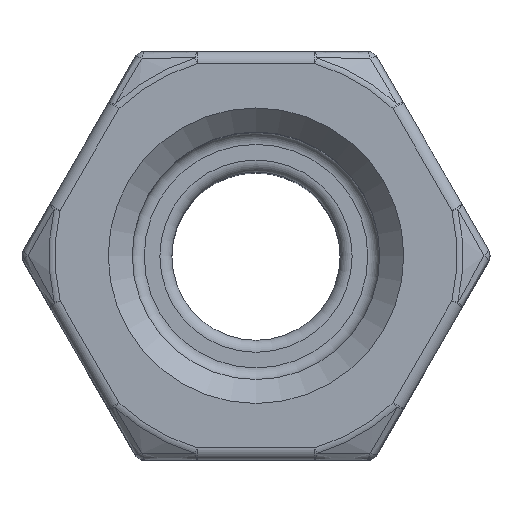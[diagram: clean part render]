
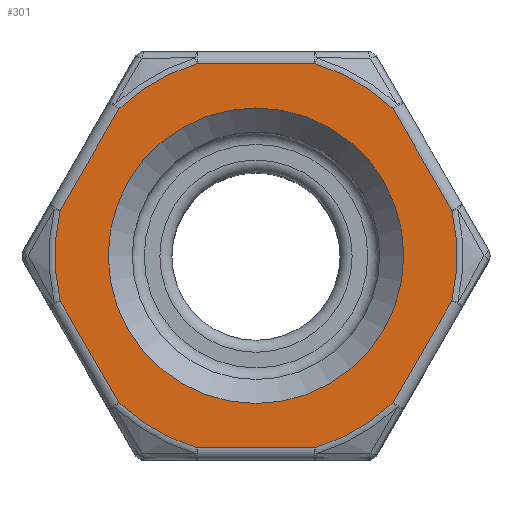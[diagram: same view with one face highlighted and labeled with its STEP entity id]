
A CAD part, top view. The second image highlights one B-rep face of the part: STEP entity #301.
In plain terms, the highlighted planar face has unit normal (0, 0, 1).
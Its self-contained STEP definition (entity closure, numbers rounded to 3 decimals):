
#301=ADVANCED_FACE('',(#504,#505),#421,.T.);
#421=PLANE('',#1617);
#436=LINE('',#2390,#472);
#437=LINE('',#2394,#473);
#438=LINE('',#2398,#474);
#439=LINE('',#2402,#475);
#440=LINE('',#2406,#476);
#441=LINE('',#2410,#477);
#472=VECTOR('',#1869,1.);
#473=VECTOR('',#1872,1.);
#474=VECTOR('',#1875,1.);
#475=VECTOR('',#1878,1.);
#476=VECTOR('',#1881,1.);
#477=VECTOR('',#1884,1.);
#504=FACE_BOUND('',#528,.T.);
#505=FACE_BOUND('',#529,.T.);
#528=EDGE_LOOP('',(#671));
#529=EDGE_LOOP('',(#672,#673,#674,#675,#676,#677,#678,#679,#680,#681,#682,
#683));
#671=ORIENTED_EDGE('',*,*,#1244,.T.);
#672=ORIENTED_EDGE('',*,*,#1245,.T.);
#673=ORIENTED_EDGE('',*,*,#1246,.T.);
#674=ORIENTED_EDGE('',*,*,#1247,.T.);
#675=ORIENTED_EDGE('',*,*,#1248,.T.);
#676=ORIENTED_EDGE('',*,*,#1249,.T.);
#677=ORIENTED_EDGE('',*,*,#1250,.T.);
#678=ORIENTED_EDGE('',*,*,#1251,.T.);
#679=ORIENTED_EDGE('',*,*,#1252,.T.);
#680=ORIENTED_EDGE('',*,*,#1253,.T.);
#681=ORIENTED_EDGE('',*,*,#1254,.T.);
#682=ORIENTED_EDGE('',*,*,#1255,.T.);
#683=ORIENTED_EDGE('',*,*,#1256,.T.);
#1125=VERTEX_POINT('',#2386);
#1126=VERTEX_POINT('',#2388);
#1127=VERTEX_POINT('',#2389);
#1128=VERTEX_POINT('',#2391);
#1129=VERTEX_POINT('',#2393);
#1130=VERTEX_POINT('',#2395);
#1131=VERTEX_POINT('',#2397);
#1132=VERTEX_POINT('',#2399);
#1133=VERTEX_POINT('',#2401);
#1134=VERTEX_POINT('',#2403);
#1135=VERTEX_POINT('',#2405);
#1136=VERTEX_POINT('',#2407);
#1137=VERTEX_POINT('',#2409);
#1244=EDGE_CURVE('',#1125,#1125,#1465,.T.);
#1245=EDGE_CURVE('',#1126,#1127,#1466,.T.);
#1246=EDGE_CURVE('',#1127,#1128,#436,.T.);
#1247=EDGE_CURVE('',#1128,#1129,#1467,.T.);
#1248=EDGE_CURVE('',#1129,#1130,#437,.T.);
#1249=EDGE_CURVE('',#1130,#1131,#1468,.T.);
#1250=EDGE_CURVE('',#1131,#1132,#438,.T.);
#1251=EDGE_CURVE('',#1132,#1133,#1469,.T.);
#1252=EDGE_CURVE('',#1133,#1134,#439,.T.);
#1253=EDGE_CURVE('',#1134,#1135,#1470,.T.);
#1254=EDGE_CURVE('',#1135,#1136,#440,.T.);
#1255=EDGE_CURVE('',#1136,#1137,#1471,.T.);
#1256=EDGE_CURVE('',#1137,#1126,#441,.T.);
#1465=CIRCLE('',#1610,6.15);
#1466=CIRCLE('',#1611,8.366);
#1467=CIRCLE('',#1612,8.366);
#1468=CIRCLE('',#1613,8.366);
#1469=CIRCLE('',#1614,8.366);
#1470=CIRCLE('',#1615,8.366);
#1471=CIRCLE('',#1616,8.366);
#1610=AXIS2_PLACEMENT_3D('',#2385,#1865,#1866);
#1611=AXIS2_PLACEMENT_3D('',#2387,#1867,#1868);
#1612=AXIS2_PLACEMENT_3D('',#2392,#1870,#1871);
#1613=AXIS2_PLACEMENT_3D('',#2396,#1873,#1874);
#1614=AXIS2_PLACEMENT_3D('',#2400,#1876,#1877);
#1615=AXIS2_PLACEMENT_3D('',#2404,#1879,#1880);
#1616=AXIS2_PLACEMENT_3D('',#2408,#1882,#1883);
#1617=AXIS2_PLACEMENT_3D('',#2411,#1885,#1886);
#1865=DIRECTION('',(0.,0.,-1.));
#1866=DIRECTION('',(1.,0.,0.));
#1867=DIRECTION('',(0.,0.,1.));
#1868=DIRECTION('',(1.,0.,0.));
#1869=DIRECTION('',(1.,0.,0.));
#1870=DIRECTION('',(0.,0.,1.));
#1871=DIRECTION('',(1.,0.,0.));
#1872=DIRECTION('',(0.5,0.866,0.));
#1873=DIRECTION('',(0.,0.,1.));
#1874=DIRECTION('',(1.,0.,0.));
#1875=DIRECTION('',(-0.5,0.866,0.));
#1876=DIRECTION('',(0.,0.,1.));
#1877=DIRECTION('',(1.,0.,0.));
#1878=DIRECTION('',(-1.,0.,0.));
#1879=DIRECTION('',(0.,0.,1.));
#1880=DIRECTION('',(1.,0.,0.));
#1881=DIRECTION('',(-0.5,-0.866,0.));
#1882=DIRECTION('',(0.,0.,1.));
#1883=DIRECTION('',(1.,0.,0.));
#1884=DIRECTION('',(0.5,-0.866,0.));
#1885=DIRECTION('',(0.,0.,1.));
#1886=DIRECTION('',(1.,0.,0.));
#2385=CARTESIAN_POINT('',(0.,0.,0.));
#2386=CARTESIAN_POINT('',(6.15,0.,0.));
#2387=CARTESIAN_POINT('',(0.,0.,0.));
#2388=CARTESIAN_POINT('',(-5.704,-6.12,0.));
#2389=CARTESIAN_POINT('',(-2.448,-8.,0.));
#2390=CARTESIAN_POINT('',(0.,-8.,0.));
#2391=CARTESIAN_POINT('',(2.448,-8.,0.));
#2392=CARTESIAN_POINT('',(0.,0.,0.));
#2393=CARTESIAN_POINT('',(5.704,-6.12,0.));
#2394=CARTESIAN_POINT('',(6.928,-4.,0.));
#2395=CARTESIAN_POINT('',(8.152,-1.88,0.));
#2396=CARTESIAN_POINT('',(0.,0.,0.));
#2397=CARTESIAN_POINT('',(8.152,1.88,0.));
#2398=CARTESIAN_POINT('',(6.928,4.,0.));
#2399=CARTESIAN_POINT('',(5.704,6.12,0.));
#2400=CARTESIAN_POINT('',(0.,0.,0.));
#2401=CARTESIAN_POINT('',(2.448,8.,0.));
#2402=CARTESIAN_POINT('',(0.,8.,0.));
#2403=CARTESIAN_POINT('',(-2.448,8.,0.));
#2404=CARTESIAN_POINT('',(0.,0.,0.));
#2405=CARTESIAN_POINT('',(-5.704,6.12,0.));
#2406=CARTESIAN_POINT('',(-6.928,4.,0.));
#2407=CARTESIAN_POINT('',(-8.152,1.88,0.));
#2408=CARTESIAN_POINT('',(0.,0.,0.));
#2409=CARTESIAN_POINT('',(-8.152,-1.88,0.));
#2410=CARTESIAN_POINT('',(-6.928,-4.,0.));
#2411=CARTESIAN_POINT('',(0.,0.,0.));
